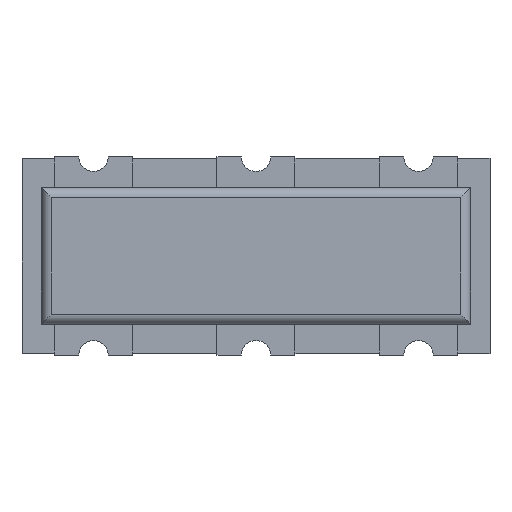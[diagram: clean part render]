
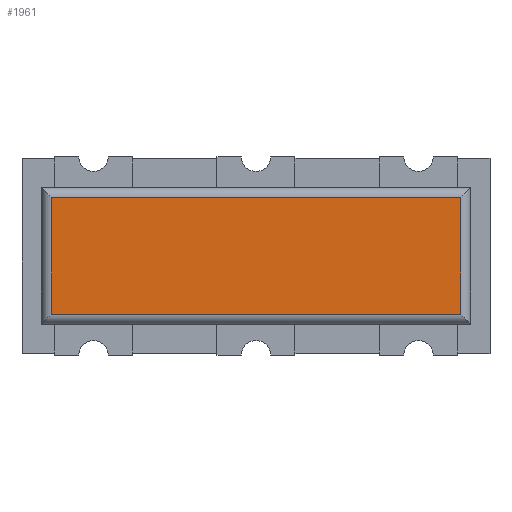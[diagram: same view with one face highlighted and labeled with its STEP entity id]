
A CAD part, top view. The second image highlights one B-rep face of the part: STEP entity #1961.
In plain terms, the highlighted planar face has unit normal (0, 0, 1).
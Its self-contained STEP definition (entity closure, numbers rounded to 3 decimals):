
#1153 = VERTEX_POINT('',#1154);
#1154 = CARTESIAN_POINT('',(-3.15,-0.9,1.55));
#1161 = EDGE_CURVE('',#1153,#1162,#1164,.T.);
#1162 = VERTEX_POINT('',#1163);
#1163 = CARTESIAN_POINT('',(3.15,-0.9,1.55));
#1164 = LINE('',#1165,#1166);
#1165 = CARTESIAN_POINT('',(-3.3,-0.9,1.55));
#1166 = VECTOR('',#1167,1.);
#1167 = DIRECTION('',(1.,0.,0.));
#1916 = EDGE_CURVE('',#1162,#1917,#1919,.T.);
#1917 = VERTEX_POINT('',#1918);
#1918 = CARTESIAN_POINT('',(3.15,0.9,1.55));
#1919 = LINE('',#1920,#1921);
#1920 = CARTESIAN_POINT('',(3.15,-1.05,1.55));
#1921 = VECTOR('',#1922,1.);
#1922 = DIRECTION('',(0.,1.,0.));
#1941 = VERTEX_POINT('',#1942);
#1942 = CARTESIAN_POINT('',(-3.15,0.9,1.55));
#1949 = EDGE_CURVE('',#1941,#1153,#1950,.T.);
#1950 = LINE('',#1951,#1952);
#1951 = CARTESIAN_POINT('',(-3.15,1.05,1.55));
#1952 = VECTOR('',#1953,1.);
#1953 = DIRECTION('',(0.,-1.,0.));
#1961 = ADVANCED_FACE('',(#1962),#1973,.T.);
#1962 = FACE_BOUND('',#1963,.T.);
#1963 = EDGE_LOOP('',(#1964,#1970,#1971,#1972));
#1964 = ORIENTED_EDGE('',*,*,#1965,.T.);
#1965 = EDGE_CURVE('',#1917,#1941,#1966,.T.);
#1966 = LINE('',#1967,#1968);
#1967 = CARTESIAN_POINT('',(3.3,0.9,1.55));
#1968 = VECTOR('',#1969,1.);
#1969 = DIRECTION('',(-1.,0.,0.));
#1970 = ORIENTED_EDGE('',*,*,#1949,.T.);
#1971 = ORIENTED_EDGE('',*,*,#1161,.T.);
#1972 = ORIENTED_EDGE('',*,*,#1916,.T.);
#1973 = PLANE('',#1974);
#1974 = AXIS2_PLACEMENT_3D('',#1975,#1976,#1977);
#1975 = CARTESIAN_POINT('',(0.,0.,1.55
));
#1976 = DIRECTION('',(0.,0.,1.));
#1977 = DIRECTION('',(1.,0.,0.));
